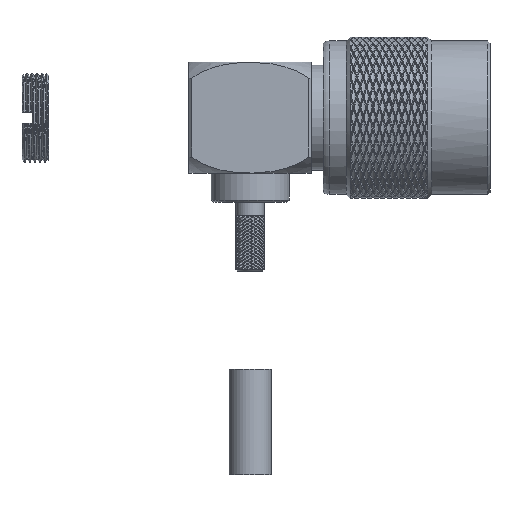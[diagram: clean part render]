
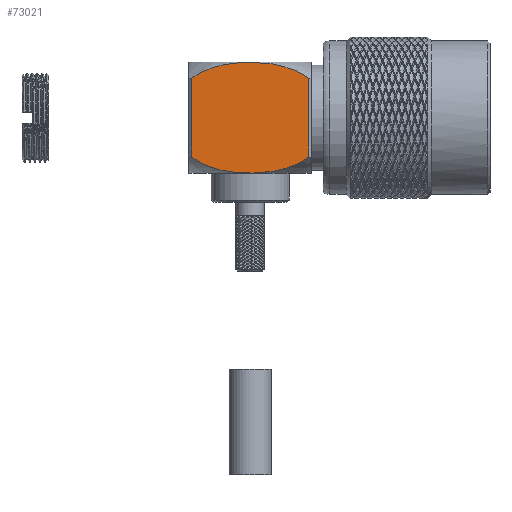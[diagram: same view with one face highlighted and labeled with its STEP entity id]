
A CAD part, left-side view. The second image highlights one B-rep face of the part: STEP entity #73021.
In plain terms, the highlighted planar face has unit normal (-1, 0, 0).
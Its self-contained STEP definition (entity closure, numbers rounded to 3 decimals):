
#5845=B_SPLINE_CURVE_WITH_KNOTS('',3,(#226178,#226179,#226180,#226181,#226182,
#226183,#226184),.UNSPECIFIED.,.F.,.F.,(4,1,1,1,4),(0.034,
0.037,0.04,0.042,0.045),
 .UNSPECIFIED.);
#5846=B_SPLINE_CURVE_WITH_KNOTS('',3,(#226186,#226187,#226188,#226189,#226190,
#226191,#226192),.UNSPECIFIED.,.F.,.F.,(4,1,1,1,4),(0.034,
0.037,0.04,0.042,0.045),
 .UNSPECIFIED.);
#10579=LINE('',#226176,#11150);
#10580=LINE('',#226194,#11151);
#11150=VECTOR('',#116086,1000.);
#11151=VECTOR('',#116089,1000.);
#15811=PLANE('',#112816);
#27143=ORIENTED_EDGE('',*,*,#45149,.F.);
#27144=ORIENTED_EDGE('',*,*,#45148,.T.);
#27145=ORIENTED_EDGE('',*,*,#45150,.T.);
#27146=ORIENTED_EDGE('',*,*,#45151,.T.);
#45148=EDGE_CURVE('',#54127,#54128,#10579,.T.);
#45149=EDGE_CURVE('',#54127,#54129,#5845,.T.);
#45150=EDGE_CURVE('',#54128,#54130,#5846,.T.);
#45151=EDGE_CURVE('',#54130,#54129,#10580,.T.);
#54127=VERTEX_POINT('',#226170);
#54128=VERTEX_POINT('',#226175);
#54129=VERTEX_POINT('',#226185);
#54130=VERTEX_POINT('',#226193);
#61155=EDGE_LOOP('',(#27143,#27144,#27145,#27146));
#66506=FACE_BOUND('',#61155,.T.);
#73021=ADVANCED_FACE('',(#66506),#15811,.T.);
#112816=AXIS2_PLACEMENT_3D('',#226177,#116087,#116088);
#116086=DIRECTION('',(0.,0.,-1.));
#116087=DIRECTION('',(-1.,0.,0.));
#116088=DIRECTION('',(0.,-1.,0.));
#116089=DIRECTION('',(0.,0.,1.));
#226170=CARTESIAN_POINT('',(-5.5,10.66,3.538));
#226175=CARTESIAN_POINT('',(-5.5,10.66,-3.538));
#226176=CARTESIAN_POINT('',(-5.5,10.66,5.));
#226177=CARTESIAN_POINT('',(-5.5,-0.09,5.));
#226178=CARTESIAN_POINT('',(-5.5,10.66,3.538));
#226179=CARTESIAN_POINT('',(-5.5,9.919,4.095));
#226180=CARTESIAN_POINT('',(-5.5,8.179,4.82));
#226181=CARTESIAN_POINT('',(-5.5,5.366,5.058));
#226182=CARTESIAN_POINT('',(-5.5,2.645,4.815));
#226183=CARTESIAN_POINT('',(-5.5,0.902,4.095));
#226184=CARTESIAN_POINT('',(-5.5,0.16,3.538));
#226185=CARTESIAN_POINT('',(-5.5,0.16,3.538));
#226186=CARTESIAN_POINT('',(-5.5,10.66,-3.538));
#226187=CARTESIAN_POINT('',(-5.5,9.919,-4.095));
#226188=CARTESIAN_POINT('',(-5.5,8.179,-4.82));
#226189=CARTESIAN_POINT('',(-5.5,5.366,-5.058));
#226190=CARTESIAN_POINT('',(-5.5,2.645,-4.815));
#226191=CARTESIAN_POINT('',(-5.5,0.902,-4.095));
#226192=CARTESIAN_POINT('',(-5.5,0.16,-3.538));
#226193=CARTESIAN_POINT('',(-5.5,0.16,-3.538));
#226194=CARTESIAN_POINT('',(-5.5,0.16,5.));
